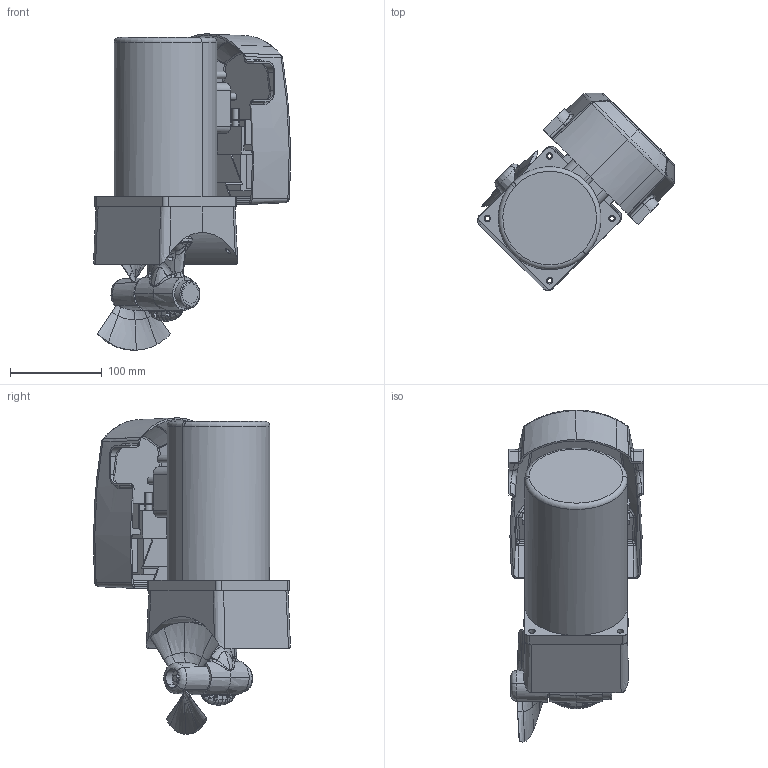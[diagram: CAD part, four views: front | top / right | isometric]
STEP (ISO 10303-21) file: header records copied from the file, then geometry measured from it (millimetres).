
FILE_DESCRIPTION(('CATIA V5 STEP Exchange'),'2;1');
FILE_NAME('CT35.stp','2014-11-20T08:13:16+00:00',('none'),('none'),'CATIA Version 5 Release 21 GA (IN-10)','CATIA V5 STEP AP203','none');
FILE_SCHEMA(('CONFIG_CONTROL_DESIGN'));
Products named in the file (1): CT35
Bounding box: 214.51 x 214.59 x 344.65 mm (x, y, z)
Volume: 2737207.3 mm3; surface area: 363963.3 mm2
Topology: 8 solids, 780 shells, 1437 faces, 6416 edges, 5797 vertices
Faces by surface type: plane 549, bspline 481, cylinder 287, revolution 114, torus 6
Entity records: 84891 total; most frequent: CARTESIAN_POINT 41981, ORIENTED_EDGE 8786, EDGE_CURVE 6406, VERTEX_POINT 5803, DIRECTION 4400, B_SPLINE_CURVE_WITH_KNOTS 3672, VECTOR 1932, LINE 1932
